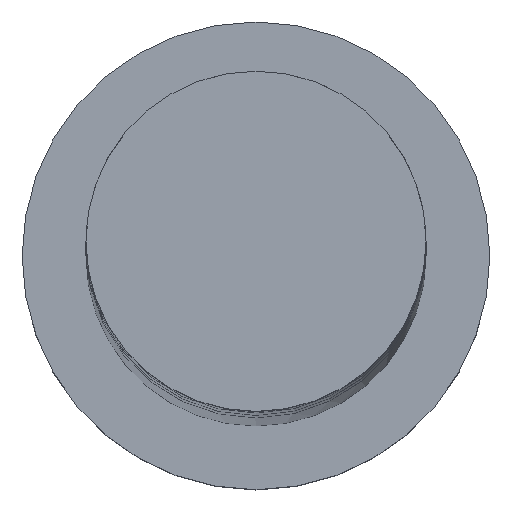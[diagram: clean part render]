
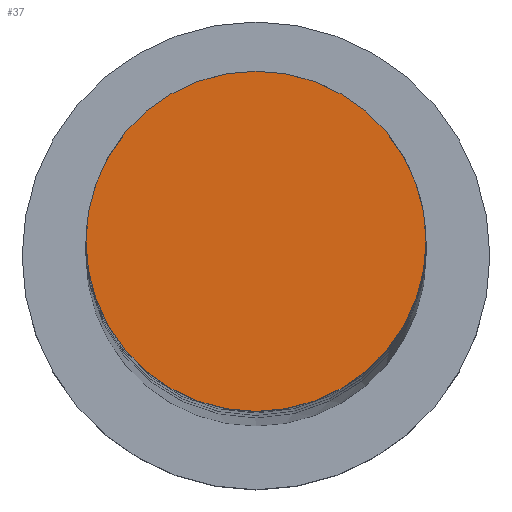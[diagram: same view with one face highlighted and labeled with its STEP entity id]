
A CAD part, top view. The second image highlights one B-rep face of the part: STEP entity #37.
In plain terms, the highlighted planar face has unit normal (0, 0, 1).
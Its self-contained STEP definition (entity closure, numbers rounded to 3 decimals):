
#37 = ADVANCED_FACE ( 'NONE', ( #1617 ), #423, .T. ) ;
#182 = CARTESIAN_POINT ( 'NONE',  ( 0., 0., 400. ) ) ;
#219 = DIRECTION ( 'NONE',  ( 1., 0., 0. ) ) ;
#319 = AXIS2_PLACEMENT_3D ( 'NONE', #1192, #1347, #1651 ) ;
#423 = PLANE ( 'NONE',  #319 ) ;
#642 = DIRECTION ( 'NONE',  ( 0., 0., 1. ) ) ;
#735 = ORIENTED_EDGE ( 'NONE', *, *, #879, .T. ) ;
#763 = ORIENTED_EDGE ( 'NONE', *, *, #1155, .T. ) ;
#788 = CARTESIAN_POINT ( 'NONE',  ( -8., 0., 400. ) ) ;
#821 = DIRECTION ( 'NONE',  ( 1., 0., 0. ) ) ;
#879 = EDGE_CURVE ( 'NONE', #1028, #1614, #1725, .T. ) ;
#898 = EDGE_LOOP ( 'NONE', ( #763, #735 ) ) ;
#1005 = CARTESIAN_POINT ( 'NONE',  ( 8., 0., 400. ) ) ;
#1028 = VERTEX_POINT ( 'NONE', #1005 ) ;
#1121 = DIRECTION ( 'NONE',  ( 0., 0., 1. ) ) ;
#1155 = EDGE_CURVE ( 'NONE', #1614, #1028, #1826, .T. ) ;
#1192 = CARTESIAN_POINT ( 'NONE',  ( 0., 0., 400. ) ) ;
#1347 = DIRECTION ( 'NONE',  ( 0., 0., 1. ) ) ;
#1614 = VERTEX_POINT ( 'NONE', #788 ) ;
#1617 = FACE_OUTER_BOUND ( 'NONE', #898, .T. ) ;
#1651 = DIRECTION ( 'NONE',  ( 1., 0., 0. ) ) ;
#1725 = CIRCLE ( 'NONE', #1980, 8. ) ;
#1733 = CARTESIAN_POINT ( 'NONE',  ( 0., 0., 400. ) ) ;
#1826 = CIRCLE ( 'NONE', #1952, 8. ) ;
#1952 = AXIS2_PLACEMENT_3D ( 'NONE', #182, #1121, #219 ) ;
#1980 = AXIS2_PLACEMENT_3D ( 'NONE', #1733, #642, #821 ) ;
